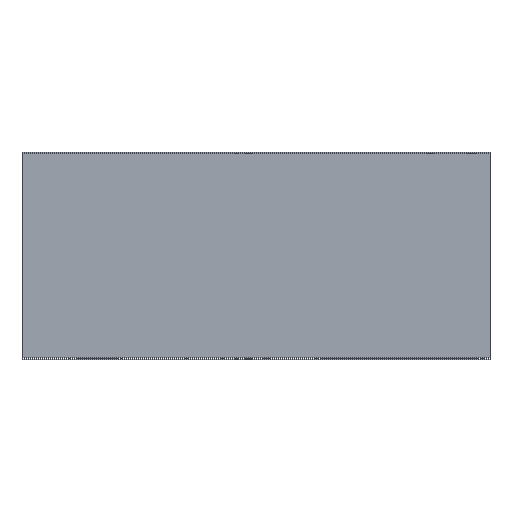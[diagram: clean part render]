
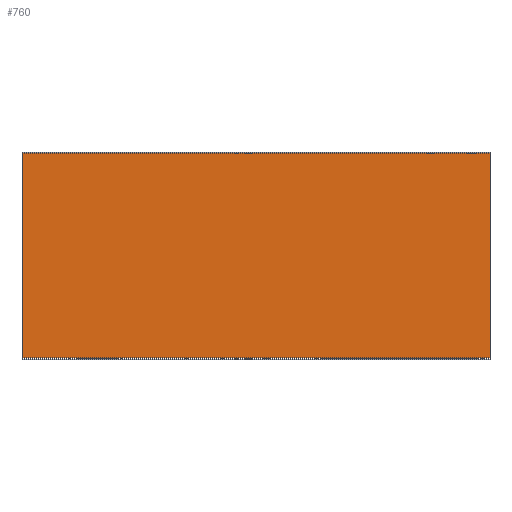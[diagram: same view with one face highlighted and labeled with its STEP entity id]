
A CAD part, top view. The second image highlights one B-rep face of the part: STEP entity #760.
In plain terms, the highlighted planar face has unit normal (0, 0, 1).
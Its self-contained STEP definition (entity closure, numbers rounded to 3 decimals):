
#631 = VERTEX_POINT('',#632);
#632 = CARTESIAN_POINT('',(0.,0.,1.5));
#638 = EDGE_CURVE('',#631,#639,#641,.T.);
#639 = VERTEX_POINT('',#640);
#640 = CARTESIAN_POINT('',(680.,0.,1.5));
#641 = LINE('',#642,#643);
#642 = CARTESIAN_POINT('',(0.,0.,1.5));
#643 = VECTOR('',#644,1.);
#644 = DIRECTION('',(1.,0.,0.));
#669 = EDGE_CURVE('',#639,#670,#672,.T.);
#670 = VERTEX_POINT('',#671);
#671 = CARTESIAN_POINT('',(680.,297.,1.5));
#672 = LINE('',#673,#674);
#673 = CARTESIAN_POINT('',(680.,0.,1.5));
#674 = VECTOR('',#675,1.);
#675 = DIRECTION('',(0.,1.,0.));
#700 = EDGE_CURVE('',#670,#701,#703,.T.);
#701 = VERTEX_POINT('',#702);
#702 = CARTESIAN_POINT('',(0.,297.,1.5));
#703 = LINE('',#704,#705);
#704 = CARTESIAN_POINT('',(680.,297.,1.5));
#705 = VECTOR('',#706,1.);
#706 = DIRECTION('',(-1.,0.,0.));
#731 = EDGE_CURVE('',#701,#631,#732,.T.);
#732 = LINE('',#733,#734);
#733 = CARTESIAN_POINT('',(0.,297.,1.5));
#734 = VECTOR('',#735,1.);
#735 = DIRECTION('',(0.,-1.,0.));
#760 = ADVANCED_FACE('',(#761),#767,.T.);
#761 = FACE_BOUND('',#762,.T.);
#762 = EDGE_LOOP('',(#763,#764,#765,#766));
#763 = ORIENTED_EDGE('',*,*,#638,.T.);
#764 = ORIENTED_EDGE('',*,*,#669,.T.);
#765 = ORIENTED_EDGE('',*,*,#700,.T.);
#766 = ORIENTED_EDGE('',*,*,#731,.T.);
#767 = PLANE('',#768);
#768 = AXIS2_PLACEMENT_3D('',#769,#770,#771);
#769 = CARTESIAN_POINT('',(340.,148.5,1.5));
#770 = DIRECTION('',(0.,0.,1.));
#771 = DIRECTION('',(1.,0.,0.));
